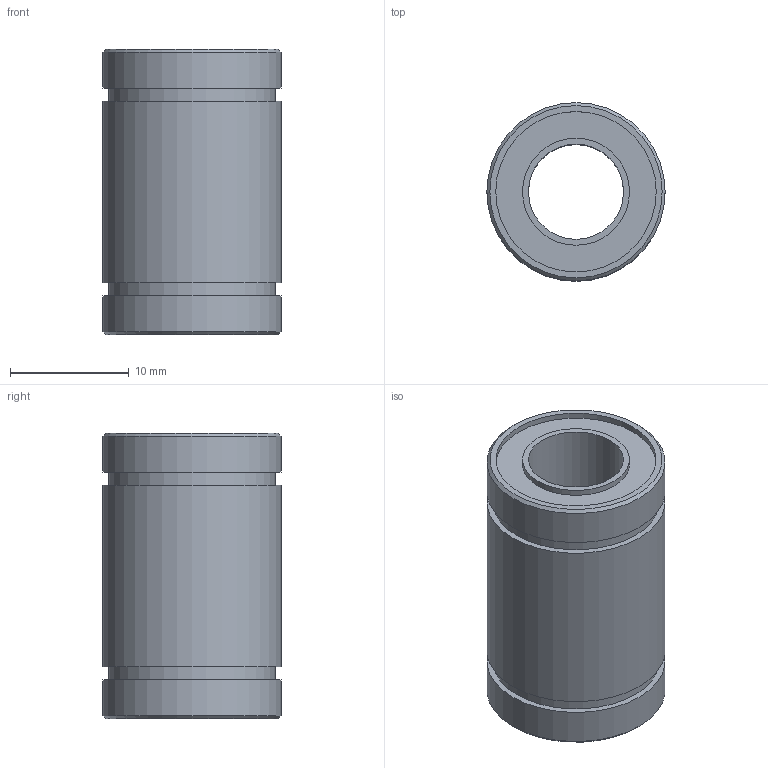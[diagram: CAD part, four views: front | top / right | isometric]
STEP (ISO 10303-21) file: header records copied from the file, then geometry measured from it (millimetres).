
FILE_DESCRIPTION(/* description */ ('CATIA V5 STEP Exchange'),/* implementation_level */ '2;1');
FILE_NAME(/* name */ 'model.step',/* time_stamp */ '2025-09-04T20:48:11-07:00',/* author */ (''),/* organization */ (''),/* preprocessor_version */ 'ST-DEVELOPER v20.1',/* originating_system */ 'Autodesk Translation Framework v14.10.0.0',/* authorisation */ '');
FILE_SCHEMA (('AUTOMOTIVE_DESIGN { 1 0 10303 214 3 1 1 }'));
Length unit declared in the file: millimetre
Products named in the file (1): LM8UU
Bounding box: 15 x 15 x 24 mm (x, y, z)
Volume: 1232.3 mm3; surface area: 3771.4 mm2
Topology: 1 solids, 2 shells, 26 faces, 40 edges, 26 vertices
Faces by surface type: plane 12, cylinder 12, cone 2
Full cylindrical faces by diameter (mm): 8 x1, 9 x3, 13.5 x3, 14 x2, 15 x3
Entity records: 676 total; most frequent: DIRECTION 120, CARTESIAN_POINT 93, ORIENTED_EDGE 80, AXIS2_PLACEMENT_3D 53, EDGE_CURVE 40, EDGE_LOOP 38, FACE_OUTER_BOUND 26, CIRCLE 26
